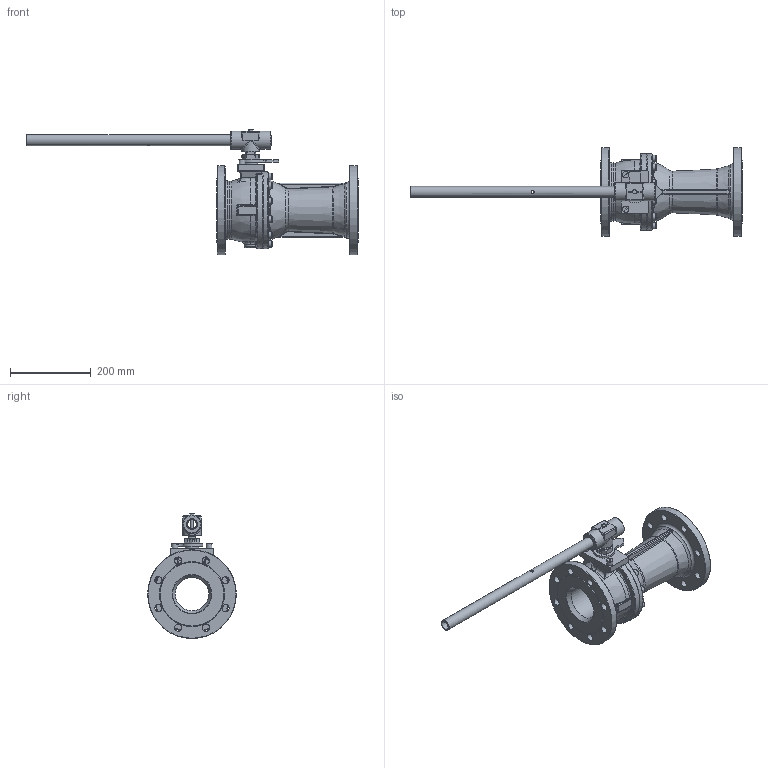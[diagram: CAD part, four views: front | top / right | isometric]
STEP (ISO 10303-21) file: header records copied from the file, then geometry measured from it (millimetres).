
FILE_DESCRIPTION(/* description */ (''),/* implementation_level */ '2;1');
FILE_NAME(/* name */ 'GA-F54-40-D16-W-A-1.stp',/* time_stamp */ '2021-10-26T12:38:36+01:00',/* author */ ('jaday'),/* organization */ (''),/* preprocessor_version */ 'ST-DEVELOPER v16.1',/* originating_system */ 'Autodesk Inventor 2016',/* authorisation */ '');
FILE_SCHEMA (('AUTOMOTIVE_DESIGN { 1 0 10303 214 3 1 1 }'));
Length unit declared in the file: millimetre
Products named in the file (1): GA-F54-40-D16-W-A-1
Bounding box: 822.92 x 220 x 310.02 mm (x, y, z)
Volume: 4318454.8 mm3; surface area: 551377.7 mm2
Topology: 1 solids, 3 shells, 693 faces, 1752 edges, 1049 vertices
Faces by surface type: plane 272, cylinder 174, bspline 141, cone 53, torus 40, sphere 13
Full cylindrical faces by diameter (mm): 7 x2, 8.376 x12, 10 x12, 15.84 x2, 16 x12, 18 x16, 21.7 x1, 26.9 x1, 33.765 x1, 45 x2, 82.555 x1, 144.5 x1, 155 x1, 158 x1, 190.5 x1, 220 x2
Entity records: 24732 total; most frequent: CARTESIAN_POINT 9057, ORIENTED_EDGE 3094, DIRECTION 2869, EDGE_CURVE 1546, AXIS2_PLACEMENT_3D 1121, VERTEX_POINT 993, EDGE_LOOP 902, FACE_OUTER_BOUND 693
